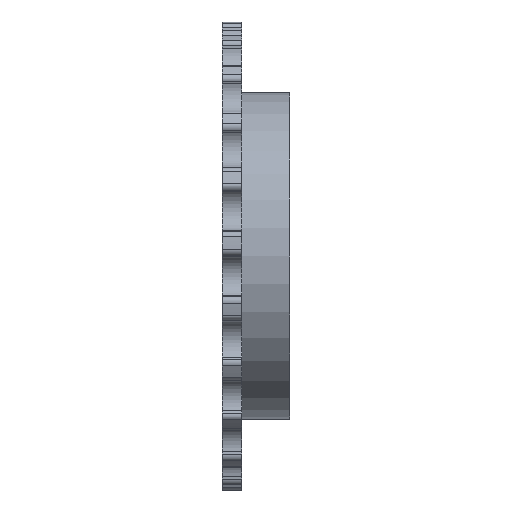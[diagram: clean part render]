
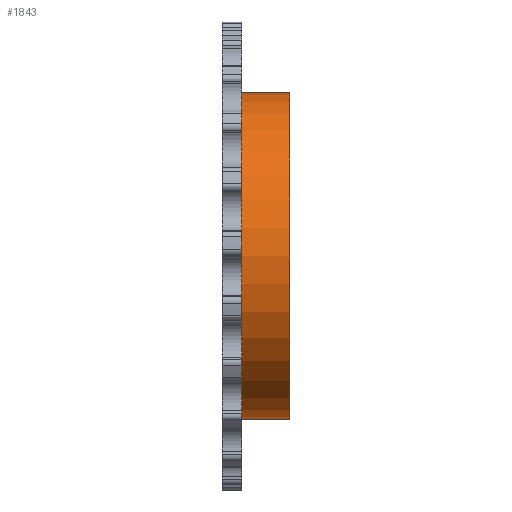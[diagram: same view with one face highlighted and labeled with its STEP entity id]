
A CAD part, front view. The second image highlights one B-rep face of the part: STEP entity #1843.
In plain terms, the highlighted cylindrical face has radius 22.5 mm (diameter 45 mm), a partial arc.
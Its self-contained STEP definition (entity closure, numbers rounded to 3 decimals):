
#411 = AXIS2_PLACEMENT_3D ( 'NONE', #2304, #6397, #1747 ) ;
#499 = EDGE_CURVE ( 'NONE', #4677, #4737, #4774, .T. ) ;
#527 = CARTESIAN_POINT ( 'NONE',  ( 26.948, 0., 22.5 ) ) ;
#539 = ORIENTED_EDGE ( 'NONE', *, *, #7472, .T. ) ;
#705 = CARTESIAN_POINT ( 'NONE',  ( 26.948, 0., 0. ) ) ;
#1013 = ORIENTED_EDGE ( 'NONE', *, *, #3890, .T. ) ;
#1079 = CARTESIAN_POINT ( 'NONE',  ( 90.588, 0., 22.5 ) ) ;
#1337 = DIRECTION ( 'NONE',  ( -1., 0., 0. ) ) ;
#1481 = LINE ( 'NONE', #5414, #2453 ) ;
#1509 = EDGE_CURVE ( 'NONE', #1623, #4677, #1481, .T. ) ;
#1623 = VERTEX_POINT ( 'NONE', #6824 ) ;
#1747 = DIRECTION ( 'NONE',  ( 0., 0., 1. ) ) ;
#1843 = ADVANCED_FACE ( 'NONE', ( #7536 ), #4067, .T. ) ;
#2304 = CARTESIAN_POINT ( 'NONE',  ( 90.588, 0., 0. ) ) ;
#2399 = DIRECTION ( 'NONE',  ( -1., 0., 0. ) ) ;
#2453 = VECTOR ( 'NONE', #1337, 1000. ) ;
#3219 = CARTESIAN_POINT ( 'NONE',  ( 20.298, 0., -22.5 ) ) ;
#3255 = AXIS2_PLACEMENT_3D ( 'NONE', #705, #4865, #7187 ) ;
#3314 = AXIS2_PLACEMENT_3D ( 'NONE', #3526, #4028, #4709 ) ;
#3375 = CIRCLE ( 'NONE', #3255, 22.5 ) ;
#3526 = CARTESIAN_POINT ( 'NONE',  ( 20.298, 0., 0. ) ) ;
#3890 = EDGE_CURVE ( 'NONE', #4391, #4737, #5804, .T. ) ;
#4028 = DIRECTION ( 'NONE',  ( -1., 0., 0. ) ) ;
#4067 = CYLINDRICAL_SURFACE ( 'NONE', #411, 22.5 ) ;
#4355 = ORIENTED_EDGE ( 'NONE', *, *, #499, .F. ) ;
#4391 = VERTEX_POINT ( 'NONE', #527 ) ;
#4492 = ORIENTED_EDGE ( 'NONE', *, *, #1509, .F. ) ;
#4677 = VERTEX_POINT ( 'NONE', #3219 ) ;
#4709 = DIRECTION ( 'NONE',  ( 0., 0., 1. ) ) ;
#4737 = VERTEX_POINT ( 'NONE', #5776 ) ;
#4774 = CIRCLE ( 'NONE', #3314, 22.5 ) ;
#4865 = DIRECTION ( 'NONE',  ( -1., 0., 0. ) ) ;
#5414 = CARTESIAN_POINT ( 'NONE',  ( 90.588, 0., -22.5 ) ) ;
#5776 = CARTESIAN_POINT ( 'NONE',  ( 20.298, 0., 22.5 ) ) ;
#5804 = LINE ( 'NONE', #1079, #6599 ) ;
#5828 = EDGE_LOOP ( 'NONE', ( #4492, #539, #1013, #4355 ) ) ;
#6397 = DIRECTION ( 'NONE',  ( -1., 0., 0. ) ) ;
#6599 = VECTOR ( 'NONE', #2399, 1000. ) ;
#6824 = CARTESIAN_POINT ( 'NONE',  ( 26.948, 0., -22.5 ) ) ;
#7187 = DIRECTION ( 'NONE',  ( 0., 0., -1. ) ) ;
#7472 = EDGE_CURVE ( 'NONE', #1623, #4391, #3375, .T. ) ;
#7536 = FACE_OUTER_BOUND ( 'NONE', #5828, .T. ) ;
